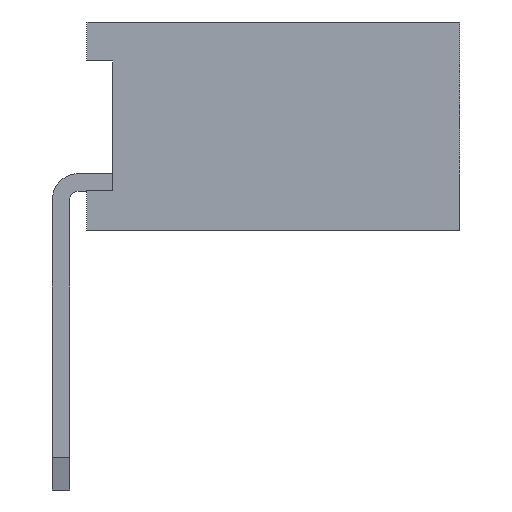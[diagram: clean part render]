
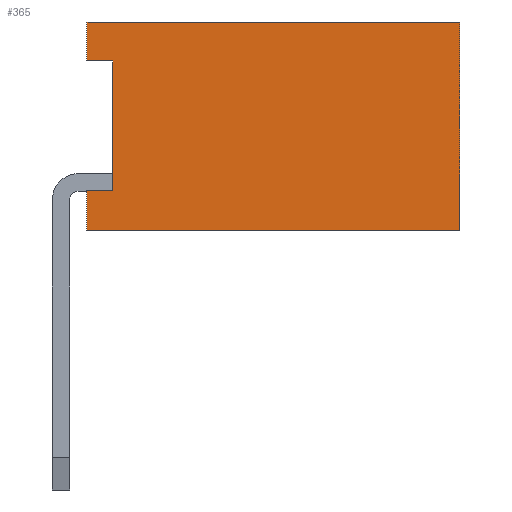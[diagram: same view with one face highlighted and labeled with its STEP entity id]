
A CAD part, left-side view. The second image highlights one B-rep face of the part: STEP entity #365.
In plain terms, the highlighted planar face has unit normal (-1, 0, 0).
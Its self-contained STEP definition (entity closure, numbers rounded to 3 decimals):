
#365=ADVANCED_FACE('',(#14479),#14481,.T.);
#14479=FACE_BOUND('',#14480,.T.);
#14480=EDGE_LOOP('',(#25733,#25734,#25735,#25736,#25737,#25738,#25739,#25740));
#14481=PLANE('',#14482);
#14482=AXIS2_PLACEMENT_3D('',#14483,#14484,#14485);
#14483=CARTESIAN_POINT('',(-1.,-4.6,0.));
#14484=DIRECTION('',(-1.,0.,0.));
#14485=DIRECTION('',(0.,0.,1.));
#25733=ORIENTED_EDGE('',*,*,#34157,.T.);
#25734=ORIENTED_EDGE('',*,*,#34265,.T.);
#25735=ORIENTED_EDGE('',*,*,#34054,.T.);
#25736=ORIENTED_EDGE('',*,*,#34264,.F.);
#25737=ORIENTED_EDGE('',*,*,#34266,.F.);
#25738=ORIENTED_EDGE('',*,*,#34267,.T.);
#25739=ORIENTED_EDGE('',*,*,#34268,.T.);
#25740=ORIENTED_EDGE('',*,*,#34259,.F.);
#34054=EDGE_CURVE('',#38328,#38325,#38329,.F.);
#34157=EDGE_CURVE('',#38534,#38532,#38535,.F.);
#34259=EDGE_CURVE('',#38534,#38731,#38732,.T.);
#34264=EDGE_CURVE('',#38738,#38325,#38740,.T.);
#34265=EDGE_CURVE('',#38532,#38328,#38741,.T.);
#34266=EDGE_CURVE('',#38742,#38738,#38743,.T.);
#34267=EDGE_CURVE('',#38742,#38744,#38745,.T.);
#34268=EDGE_CURVE('',#38744,#38731,#38746,.T.);
#38325=VERTEX_POINT('',#45349);
#38328=VERTEX_POINT('',#45354);
#38329=LINE('',#45355,#45356);
#38532=VERTEX_POINT('',#45762);
#38534=VERTEX_POINT('',#45766);
#38535=LINE('',#45767,#45768);
#38731=VERTEX_POINT('',#46167);
#38732=LINE('',#46168,#46169);
#38738=VERTEX_POINT('',#46182);
#38740=LINE('',#46186,#46187);
#38741=LINE('',#46189,#46190);
#38742=VERTEX_POINT('',#46192);
#38743=LINE('',#46193,#46194);
#38744=VERTEX_POINT('',#46196);
#38745=LINE('',#46197,#46198);
#38746=LINE('',#46200,#46201);
#45349=CARTESIAN_POINT('',(-1.,-0.3,0.45));
#45354=CARTESIAN_POINT('',(-1.,-0.6,0.45));
#45355=CARTESIAN_POINT('',(-1.,-0.3,0.45));
#45356=VECTOR('',#45357,1.);
#45357=DIRECTION('',(0.,-1.,0.));
#45762=CARTESIAN_POINT('',(-1.,-0.6,1.95));
#45766=CARTESIAN_POINT('',(-1.,-0.3,1.95));
#45767=CARTESIAN_POINT('',(-1.,-0.6,1.95));
#45768=VECTOR('',#45769,1.);
#45769=DIRECTION('',(0.,1.,0.));
#46167=CARTESIAN_POINT('',(-1.,-0.3,2.4));
#46168=CARTESIAN_POINT('',(-1.,-0.3,1.95));
#46169=VECTOR('',#46170,1.);
#46170=DIRECTION('',(0.,0.,1.));
#46182=CARTESIAN_POINT('',(-1.,-0.3,0.));
#46186=CARTESIAN_POINT('',(-1.,-0.3,0.));
#46187=VECTOR('',#46188,1.);
#46188=DIRECTION('',(0.,0.,1.));
#46189=CARTESIAN_POINT('',(-1.,-0.6,1.95));
#46190=VECTOR('',#46191,1.);
#46191=DIRECTION('',(0.,0.,-1.));
#46192=CARTESIAN_POINT('',(-1.,-4.6,0.));
#46193=CARTESIAN_POINT('',(-1.,-4.6,0.));
#46194=VECTOR('',#46195,1.);
#46195=DIRECTION('',(0.,1.,0.));
#46196=CARTESIAN_POINT('',(-1.,-4.6,2.4));
#46197=CARTESIAN_POINT('',(-1.,-4.6,0.));
#46198=VECTOR('',#46199,1.);
#46199=DIRECTION('',(0.,0.,1.));
#46200=CARTESIAN_POINT('',(-1.,-4.6,2.4));
#46201=VECTOR('',#46202,1.);
#46202=DIRECTION('',(0.,1.,0.));
